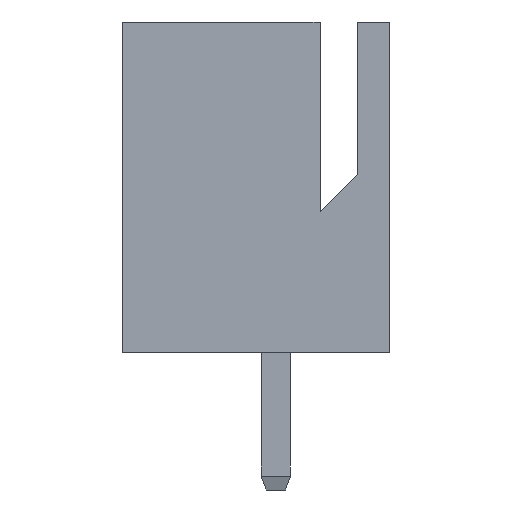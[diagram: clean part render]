
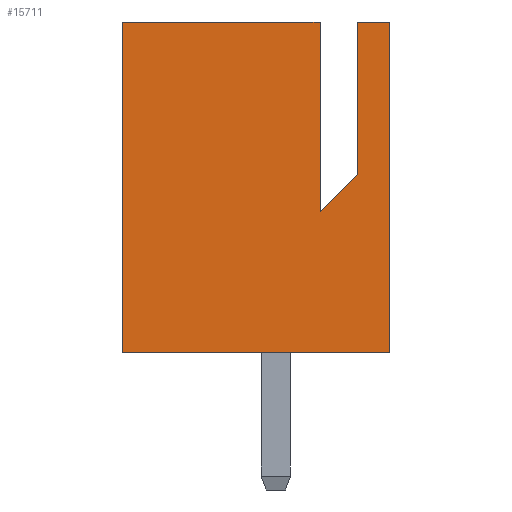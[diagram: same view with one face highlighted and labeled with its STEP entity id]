
A CAD part, left-side view. The second image highlights one B-rep face of the part: STEP entity #15711.
In plain terms, the highlighted planar face has unit normal (-1, 0, 0).
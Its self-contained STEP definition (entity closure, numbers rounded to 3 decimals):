
#871=ORIENTED_EDGE('',*,*,#3973,.T.);
#872=ORIENTED_EDGE('',*,*,#3974,.T.);
#873=ORIENTED_EDGE('',*,*,#3975,.T.);
#874=ORIENTED_EDGE('',*,*,#3672,.T.);
#875=ORIENTED_EDGE('',*,*,#3972,.F.);
#876=ORIENTED_EDGE('',*,*,#3679,.F.);
#877=ORIENTED_EDGE('',*,*,#3571,.T.);
#878=ORIENTED_EDGE('',*,*,#3976,.T.);
#3571=EDGE_CURVE('',#5182,#5181,#6181,.T.);
#3672=EDGE_CURVE('',#5205,#5278,#6282,.T.);
#3679=EDGE_CURVE('',#5182,#5284,#6289,.T.);
#3972=EDGE_CURVE('',#5284,#5278,#6582,.T.);
#3973=EDGE_CURVE('',#5503,#5504,#6583,.T.);
#3974=EDGE_CURVE('',#5504,#5505,#6584,.T.);
#3975=EDGE_CURVE('',#5505,#5205,#6585,.T.);
#3976=EDGE_CURVE('',#5181,#5503,#6586,.T.);
#5181=VERTEX_POINT('',#19620);
#5182=VERTEX_POINT('',#19622);
#5205=VERTEX_POINT('',#19676);
#5278=VERTEX_POINT('',#19823);
#5284=VERTEX_POINT('',#19838);
#5503=VERTEX_POINT('',#20406);
#5504=VERTEX_POINT('',#20407);
#5505=VERTEX_POINT('',#20409);
#6181=LINE('',#19621,#7527);
#6282=LINE('',#19824,#7628);
#6289=LINE('',#19837,#7635);
#6582=LINE('',#20403,#7928);
#6583=LINE('',#20405,#7929);
#6584=LINE('',#20408,#7930);
#6585=LINE('',#20410,#7931);
#6586=LINE('',#20411,#7932);
#7527=VECTOR('',#16997,1000.);
#7628=VECTOR('',#17108,1000.);
#7635=VECTOR('',#17117,1000.);
#7928=VECTOR('',#17518,1000.);
#7929=VECTOR('',#17521,1000.);
#7930=VECTOR('',#17522,1000.);
#7931=VECTOR('',#17523,1000.);
#7932=VECTOR('',#17524,1000.);
#8929=EDGE_LOOP('',(#871,#872,#873,#874,#875,#876,#877,#878));
#9639=FACE_BOUND('',#8929,.T.);
#10349=PLANE('',#16411);
#15711=ADVANCED_FACE('',(#9639),#10349,.T.);
#16411=AXIS2_PLACEMENT_3D('',#20404,#17519,#17520);
#16997=DIRECTION('',(0.,1.,0.));
#17108=DIRECTION('',(0.,0.,-1.));
#17117=DIRECTION('',(0.,0.,-1.));
#17518=DIRECTION('',(0.,1.,0.));
#17519=DIRECTION('',(-1.,0.,0.));
#17520=DIRECTION('',(0.,0.,1.));
#17521=DIRECTION('',(0.,0.707,-0.707));
#17522=DIRECTION('',(0.,0.,1.));
#17523=DIRECTION('',(0.,1.,0.));
#17524=DIRECTION('',(0.,0.,-1.));
#19620=CARTESIAN_POINT('',(-25.197,-1.778,7.214));
#19621=CARTESIAN_POINT('',(-25.197,-2.489,7.214));
#19622=CARTESIAN_POINT('',(-25.197,-2.489,7.214));
#19676=CARTESIAN_POINT('',(-25.197,3.353,7.214));
#19823=CARTESIAN_POINT('',(-25.197,3.353,0.));
#19824=CARTESIAN_POINT('',(-25.197,3.353,0.711));
#19837=CARTESIAN_POINT('',(-25.197,-2.489,0.711));
#19838=CARTESIAN_POINT('',(-25.197,-2.489,0.));
#20403=CARTESIAN_POINT('',(-25.197,-2.489,0.));
#20404=CARTESIAN_POINT('',(-25.197,-2.489,0.711));
#20405=CARTESIAN_POINT('',(-25.197,-1.778,3.886));
#20406=CARTESIAN_POINT('',(-25.197,-1.778,3.886));
#20407=CARTESIAN_POINT('',(-25.197,-0.965,3.073));
#20408=CARTESIAN_POINT('',(-25.197,-0.965,3.073));
#20409=CARTESIAN_POINT('',(-25.197,-0.965,7.214));
#20410=CARTESIAN_POINT('',(-25.197,-2.489,7.214));
#20411=CARTESIAN_POINT('',(-25.197,-1.778,7.214));
